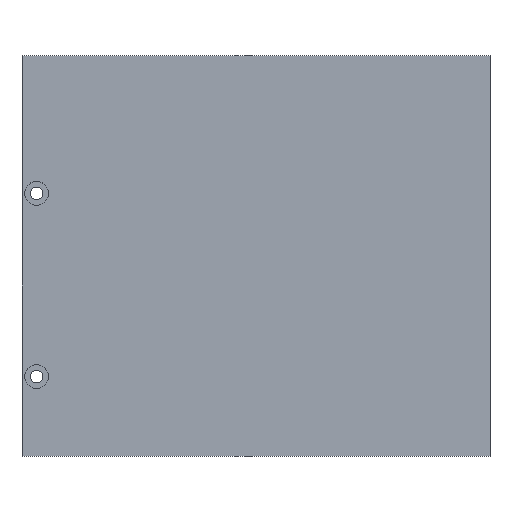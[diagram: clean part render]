
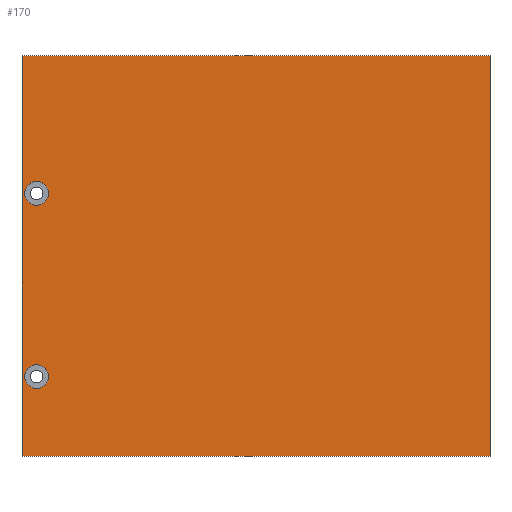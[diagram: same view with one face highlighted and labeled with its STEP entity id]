
A CAD part, top view. The second image highlights one B-rep face of the part: STEP entity #170.
In plain terms, the highlighted planar face has unit normal (0, 0, 1).
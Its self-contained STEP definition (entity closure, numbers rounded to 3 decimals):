
#6 = CARTESIAN_POINT ( 'NONE',  ( 0., -109.18, 7.975 ) ) ;
#10 = CARTESIAN_POINT ( 'NONE',  ( -126.88, -37.5, 7.975 ) ) ;
#16 = CARTESIAN_POINT ( 'NONE',  ( -123.63, -37.5, 7.975 ) ) ;
#19 = DIRECTION ( 'NONE',  ( 0., -1., 0. ) ) ;
#30 = EDGE_CURVE ( 'NONE', #307, #222, #329, .T. ) ;
#32 = CARTESIAN_POINT ( 'NONE',  ( -127.63, -109.18, 7.975 ) ) ;
#42 = EDGE_CURVE ( 'NONE', #351, #505, #456, .T. ) ;
#70 = EDGE_CURVE ( 'NONE', #505, #351, #354, .T. ) ;
#73 = LINE ( 'NONE', #399, #199 ) ;
#87 = CARTESIAN_POINT ( 'NONE',  ( -120.38, -37.5, 7.975 ) ) ;
#96 = VECTOR ( 'NONE', #444, 1000. ) ;
#98 = EDGE_CURVE ( 'NONE', #474, #307, #123, .T. ) ;
#103 = VECTOR ( 'NONE', #210, 1000. ) ;
#104 = ORIENTED_EDGE ( 'NONE', *, *, #30, .T. ) ;
#112 = VERTEX_POINT ( 'NONE', #185 ) ;
#123 = LINE ( 'NONE', #424, #523 ) ;
#124 = ORIENTED_EDGE ( 'NONE', *, *, #445, .T. ) ;
#132 = CARTESIAN_POINT ( 'NONE',  ( -123.63, -37.5, 7.975 ) ) ;
#144 = AXIS2_PLACEMENT_3D ( 'NONE', #16, #306, #470 ) ;
#146 = FACE_BOUND ( 'NONE', #520, .T. ) ;
#170 = ADVANCED_FACE ( 'NONE', ( #146, #407, #491 ), #513, .T. ) ;
#178 = DIRECTION ( 'NONE',  ( 0., 0., 1. ) ) ;
#185 = CARTESIAN_POINT ( 'NONE',  ( -126.88, -87.5, 7.975 ) ) ;
#199 = VECTOR ( 'NONE', #489, 1000. ) ;
#201 = ORIENTED_EDGE ( 'NONE', *, *, #42, .F. ) ;
#207 = DIRECTION ( 'NONE',  ( 1., 0., 0. ) ) ;
#210 = DIRECTION ( 'NONE',  ( 1., 0., 0. ) ) ;
#217 = DIRECTION ( 'NONE',  ( 1., 0., 0. ) ) ;
#222 = VERTEX_POINT ( 'NONE', #319 ) ;
#236 = DIRECTION ( 'NONE',  ( 0., 0., 1. ) ) ;
#256 = EDGE_LOOP ( 'NONE', ( #450, #435 ) ) ;
#257 = CARTESIAN_POINT ( 'NONE',  ( 0., 0., 7.975 ) ) ;
#270 = CARTESIAN_POINT ( 'NONE',  ( 8., -220., 7.975 ) ) ;
#279 = ORIENTED_EDGE ( 'NONE', *, *, #292, .T. ) ;
#281 = VERTEX_POINT ( 'NONE', #439 ) ;
#289 = CARTESIAN_POINT ( 'NONE',  ( -123.63, -87.5, 7.975 ) ) ;
#290 = CIRCLE ( 'NONE', #534, 3.25 ) ;
#292 = EDGE_CURVE ( 'NONE', #475, #474, #73, .T. ) ;
#305 = ORIENTED_EDGE ( 'NONE', *, *, #70, .F. ) ;
#306 = DIRECTION ( 'NONE',  ( 0., 0., 1. ) ) ;
#307 = VERTEX_POINT ( 'NONE', #32 ) ;
#319 = CARTESIAN_POINT ( 'NONE',  ( 0., -109.18, 7.975 ) ) ;
#329 = LINE ( 'NONE', #6, #103 ) ;
#338 = AXIS2_PLACEMENT_3D ( 'NONE', #289, #496, #544 ) ;
#351 = VERTEX_POINT ( 'NONE', #87 ) ;
#354 = CIRCLE ( 'NONE', #144, 3.25 ) ;
#377 = EDGE_CURVE ( 'NONE', #112, #281, #393, .T. ) ;
#384 = LINE ( 'NONE', #453, #96 ) ;
#392 = AXIS2_PLACEMENT_3D ( 'NONE', #270, #236, #395 ) ;
#393 = CIRCLE ( 'NONE', #338, 3.25 ) ;
#395 = DIRECTION ( 'NONE',  ( 1., 0., 0. ) ) ;
#399 = CARTESIAN_POINT ( 'NONE',  ( 0., 0., 7.975 ) ) ;
#407 = FACE_BOUND ( 'NONE', #256, .T. ) ;
#414 = ORIENTED_EDGE ( 'NONE', *, *, #98, .T. ) ;
#424 = CARTESIAN_POINT ( 'NONE',  ( -127.63, -109.18, 7.975 ) ) ;
#425 = EDGE_CURVE ( 'NONE', #281, #112, #290, .T. ) ;
#435 = ORIENTED_EDGE ( 'NONE', *, *, #377, .F. ) ;
#439 = CARTESIAN_POINT ( 'NONE',  ( -120.38, -87.5, 7.975 ) ) ;
#444 = DIRECTION ( 'NONE',  ( 0., 1., 0. ) ) ;
#445 = EDGE_CURVE ( 'NONE', #222, #475, #384, .T. ) ;
#449 = CARTESIAN_POINT ( 'NONE',  ( -123.63, -87.5, 7.975 ) ) ;
#450 = ORIENTED_EDGE ( 'NONE', *, *, #425, .F. ) ;
#453 = CARTESIAN_POINT ( 'NONE',  ( 0., -109.18, 7.975 ) ) ;
#456 = CIRCLE ( 'NONE', #537, 3.25 ) ;
#470 = DIRECTION ( 'NONE',  ( 1., 0., 0. ) ) ;
#474 = VERTEX_POINT ( 'NONE', #538 ) ;
#475 = VERTEX_POINT ( 'NONE', #257 ) ;
#489 = DIRECTION ( 'NONE',  ( -1., 0., 0. ) ) ;
#491 = FACE_OUTER_BOUND ( 'NONE', #542, .T. ) ;
#496 = DIRECTION ( 'NONE',  ( 0., 0., 1. ) ) ;
#505 = VERTEX_POINT ( 'NONE', #10 ) ;
#513 = PLANE ( 'NONE',  #392 ) ;
#520 = EDGE_LOOP ( 'NONE', ( #201, #305 ) ) ;
#523 = VECTOR ( 'NONE', #19, 1000. ) ;
#534 = AXIS2_PLACEMENT_3D ( 'NONE', #449, #540, #207 ) ;
#537 = AXIS2_PLACEMENT_3D ( 'NONE', #132, #178, #217 ) ;
#538 = CARTESIAN_POINT ( 'NONE',  ( -127.63, 0., 7.975 ) ) ;
#540 = DIRECTION ( 'NONE',  ( 0., 0., 1. ) ) ;
#542 = EDGE_LOOP ( 'NONE', ( #124, #279, #414, #104 ) ) ;
#544 = DIRECTION ( 'NONE',  ( 1., 0., 0. ) ) ;
